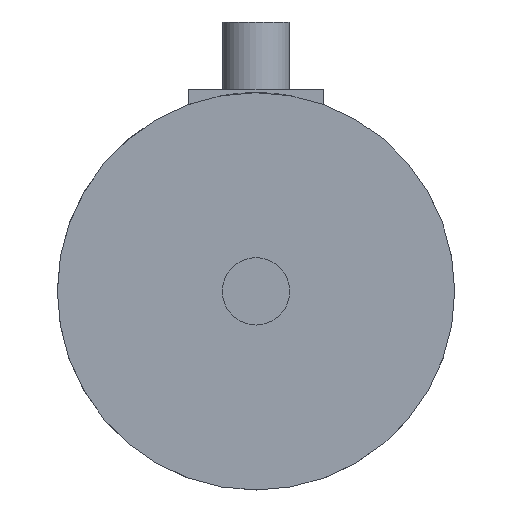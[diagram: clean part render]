
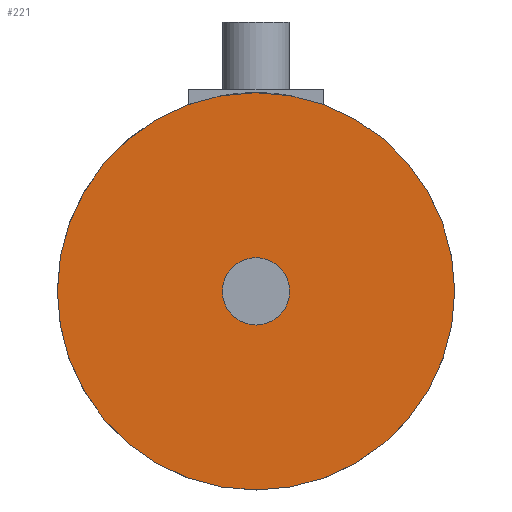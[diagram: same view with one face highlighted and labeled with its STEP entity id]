
A CAD part, front view. The second image highlights one B-rep face of the part: STEP entity #221.
In plain terms, the highlighted planar face has unit normal (0, -1, 0).
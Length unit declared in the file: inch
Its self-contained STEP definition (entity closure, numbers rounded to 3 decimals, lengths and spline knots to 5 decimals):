
#53=PLANE('',#266);
#60=FACE_BOUND('',#97,.T.);
#75=FACE_OUTER_BOUND('',#96,.T.);
#96=EDGE_LOOP('',(#200));
#97=EDGE_LOOP('',(#201));
#104=CIRCLE('',#258,1.475);
#107=CIRCLE('',#264,0.25);
#122=VERTEX_POINT('',#378);
#126=VERTEX_POINT('',#422);
#147=EDGE_CURVE('',#122,#122,#104,.T.);
#151=EDGE_CURVE('',#126,#126,#107,.T.);
#200=ORIENTED_EDGE('',*,*,#147,.T.);
#201=ORIENTED_EDGE('',*,*,#151,.T.);
#221=ADVANCED_FACE('',(#75,#60),#53,.F.);
#258=AXIS2_PLACEMENT_3D('',#379,#315,#316);
#264=AXIS2_PLACEMENT_3D('',#423,#327,#328);
#266=AXIS2_PLACEMENT_3D('',#425,#331,#332);
#315=DIRECTION('center_axis',(0.,-1.,0.));
#316=DIRECTION('ref_axis',(1.,0.,0.));
#327=DIRECTION('center_axis',(0.,1.,0.));
#328=DIRECTION('ref_axis',(-1.,0.,0.));
#331=DIRECTION('center_axis',(0.,1.,0.));
#332=DIRECTION('ref_axis',(0.,0.,1.));
#378=CARTESIAN_POINT('',(-1.475,0.,0.));
#379=CARTESIAN_POINT('Origin',(0.,0.,0.));
#422=CARTESIAN_POINT('',(0.25,0.,0.));
#423=CARTESIAN_POINT('Origin',(0.,0.,0.));
#425=CARTESIAN_POINT('Origin',(0.,0.,0.));
